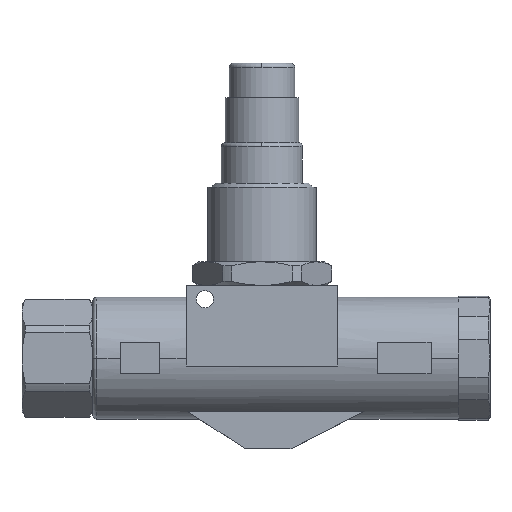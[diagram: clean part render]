
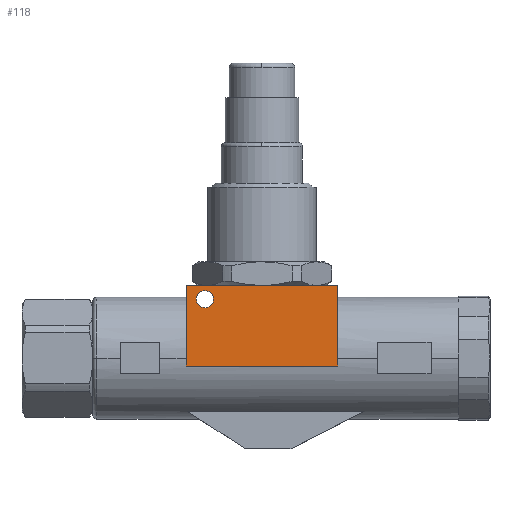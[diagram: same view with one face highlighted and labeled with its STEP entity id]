
A CAD part, top view. The second image highlights one B-rep face of the part: STEP entity #118.
In plain terms, the highlighted planar face has unit normal (0, 0, 1).
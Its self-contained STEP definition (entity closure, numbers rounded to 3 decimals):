
#118=ADVANCED_FACE('',(#358,#359),#360,.T.);
#358=FACE_BOUND('',#739,.T.);
#359=FACE_OUTER_BOUND('',#740,.T.);
#360=PLANE('',#741);
#739=EDGE_LOOP('',(#1449,#1450));
#740=EDGE_LOOP('',(#1451,#1452,#1453,#1454));
#741=AXIS2_PLACEMENT_3D('',#1455,#1456,#1457);
#1449=ORIENTED_EDGE('',*,*,#2547,.T.);
#1450=ORIENTED_EDGE('',*,*,#2551,.T.);
#1451=ORIENTED_EDGE('',*,*,#2633,.T.);
#1452=ORIENTED_EDGE('',*,*,#2634,.T.);
#1453=ORIENTED_EDGE('',*,*,#2627,.T.);
#1454=ORIENTED_EDGE('',*,*,#2632,.T.);
#1455=CARTESIAN_POINT('',(0.0,8.25,16.0));
#1456=DIRECTION('',(0.0,0.0,1.0));
#1457=DIRECTION('',(1.0,0.0,0.0));
#2547=EDGE_CURVE('',#3080,#3077,#3081,.T.);
#2551=EDGE_CURVE('',#3077,#3080,#3086,.T.);
#2627=EDGE_CURVE('',#3202,#3200,#3203,.T.);
#2632=EDGE_CURVE('',#3200,#3209,#3211,.T.);
#2633=EDGE_CURVE('',#3209,#3212,#3213,.T.);
#2634=EDGE_CURVE('',#3212,#3202,#3214,.T.);
#3077=VERTEX_POINT('',#3909);
#3080=VERTEX_POINT('',#3913);
#3081=CIRCLE('',#3914,2.2);
#3086=CIRCLE('',#3920,2.2);
#3200=VERTEX_POINT('',#4074);
#3202=VERTEX_POINT('',#4077);
#3203=LINE('',#4078,#4079);
#3209=VERTEX_POINT('',#4088);
#3211=LINE('',#4091,#4092);
#3212=VERTEX_POINT('',#4093);
#3213=LINE('',#4094,#4095);
#3214=LINE('',#4096,#4097);
#3909=CARTESIAN_POINT('',(-12.3,15.0,16.0));
#3913=CARTESIAN_POINT('',(-16.7,15.0,16.0));
#3914=AXIS2_PLACEMENT_3D('',#5392,#5393,#5394);
#3920=AXIS2_PLACEMENT_3D('',#5402,#5403,#5404);
#4074=CARTESIAN_POINT('',(-19.25,-2.0,16.0));
#4077=CARTESIAN_POINT('',(-19.25,18.5,16.0));
#4078=CARTESIAN_POINT('',(-19.25,8.25,16.0));
#4079=VECTOR('',#5548,1.0);
#4088=CARTESIAN_POINT('',(19.25,-2.0,16.0));
#4091=CARTESIAN_POINT('',(0.0,-2.0,16.0));
#4092=VECTOR('',#5553,1.0);
#4093=CARTESIAN_POINT('',(19.25,18.5,16.0));
#4094=CARTESIAN_POINT('',(19.25,8.25,16.0));
#4095=VECTOR('',#5554,1.0);
#4096=CARTESIAN_POINT('',(0.0,18.5,16.0));
#4097=VECTOR('',#5555,1.0);
#5392=CARTESIAN_POINT('',(-14.5,15.0,16.0));
#5393=DIRECTION('',(0.0,0.0,-1.0));
#5394=DIRECTION('',(1.0,0.0,0.0));
#5402=CARTESIAN_POINT('',(-14.5,15.0,16.0));
#5403=DIRECTION('',(0.0,0.0,-1.0));
#5404=DIRECTION('',(1.0,0.0,0.0));
#5548=DIRECTION('',(0.0,-1.0,0.0));
#5553=DIRECTION('',(1.0,0.0,0.0));
#5554=DIRECTION('',(0.0,1.0,0.0));
#5555=DIRECTION('',(-1.0,0.0,0.0));
